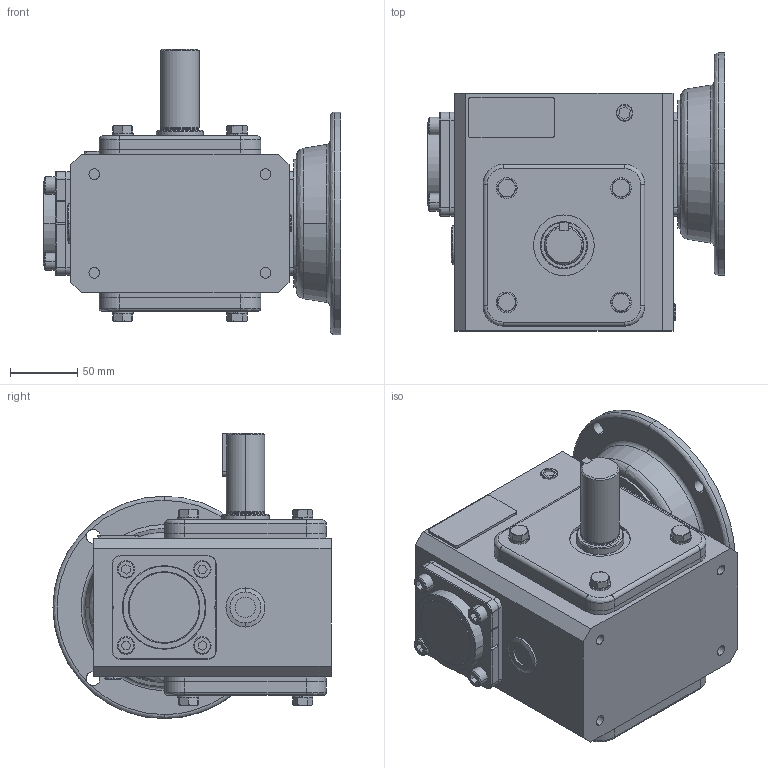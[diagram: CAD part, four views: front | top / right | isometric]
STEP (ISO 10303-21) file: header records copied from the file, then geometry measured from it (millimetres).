
FILE_DESCRIPTION (( 'STEP AP214' ), '1' );
FILE_NAME ('WG-237-015-L.step', '2017-11-20T19:14:19', ( '' ), ( '' ), 'SwSTEP 2.0', 'SolidWorks 2017', '' );
FILE_SCHEMA (( 'AUTOMOTIVE_DESIGN' ));
Length unit declared in the file: inch
Products named in the file (1): WG-237-015-L
Bounding box: 221 x 206.32 x 211.7 mm (x, y, z)
Volume: 3607764.7 mm3; surface area: 331306.2 mm2
Topology: 37 solids, 37 shells, 542 faces, 1232 edges, 794 vertices
Faces by surface type: plane 295, cylinder 157, cone 65, bspline 25
Entity records: 16918 total; most frequent: CARTESIAN_POINT 4155, DIRECTION 2588, ORIENTED_EDGE 2460, EDGE_CURVE 1230, AXIS2_PLACEMENT_3D 935, VERTEX_POINT 794, VECTOR 718, LINE 718
